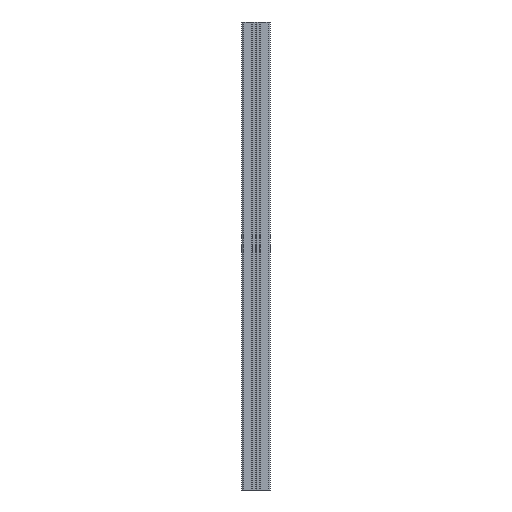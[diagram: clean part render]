
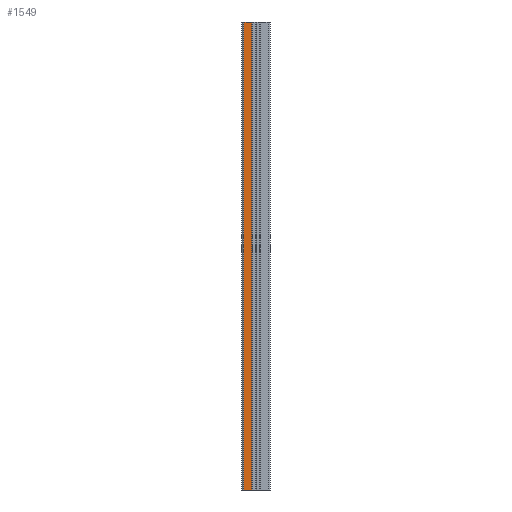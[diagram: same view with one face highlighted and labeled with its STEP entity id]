
A CAD part, left-side view. The second image highlights one B-rep face of the part: STEP entity #1549.
In plain terms, the highlighted planar face has unit normal (-1, 0, 0).
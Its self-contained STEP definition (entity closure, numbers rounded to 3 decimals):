
#349 = VERTEX_POINT ( 'NONE', #4351 ) ;
#350 = EDGE_CURVE ( 'NONE', #397, #349, #4345, .T. ) ;
#397 = VERTEX_POINT ( 'NONE', #4418 ) ;
#1105 = VERTEX_POINT ( 'NONE', #5401 ) ;
#1110 = EDGE_CURVE ( 'NONE', #1117, #1105, #5431, .T. ) ;
#1117 = VERTEX_POINT ( 'NONE', #5396 ) ;
#1548 = EDGE_CURVE ( 'NONE', #349, #1105, #6384, .T. ) ;
#1549 = ADVANCED_FACE ( 'NONE', ( #6393 ), #6392, .F. ) ;
#1551 = ORIENTED_EDGE ( 'NONE', *, *, #1110, .T. ) ;
#1553 = ORIENTED_EDGE ( 'NONE', *, *, #350, .F. ) ;
#1555 = ORIENTED_EDGE ( 'NONE', *, *, #3085, .T. ) ;
#1617 = LINE ( 'NONE', #1659, #1658 ) ;
#1657 = DIRECTION ( 'NONE',  ( 0., 0., -1. ) ) ;
#1658 = VECTOR ( 'NONE', #1657, 1000. ) ;
#1659 = CARTESIAN_POINT ( 'NONE',  ( -3691.049, -3165.878, 500. ) ) ;
#3049 = EDGE_LOOP ( 'NONE', ( #1551, #3051, #1553, #1555 ) ) ;
#3051 = ORIENTED_EDGE ( 'NONE', *, *, #1548, .F. ) ;
#3085 = EDGE_CURVE ( 'NONE', #397, #1117, #1617, .T. ) ;
#4342 = DIRECTION ( 'NONE',  ( 0., -1., 0. ) ) ;
#4343 = VECTOR ( 'NONE', #4342, 1000. ) ;
#4344 = CARTESIAN_POINT ( 'NONE',  ( -3691.049, -3165.878, 500. ) ) ;
#4345 = LINE ( 'NONE', #4344, #4343 ) ;
#4351 = CARTESIAN_POINT ( 'NONE',  ( -3691.049, -3174.178, 500. ) ) ;
#4418 = CARTESIAN_POINT ( 'NONE',  ( -3691.049, -3165.878, 500. ) ) ;
#5395 = VECTOR ( 'NONE', #5429, 1000. ) ;
#5396 = CARTESIAN_POINT ( 'NONE',  ( -3691.049, -3165.878, 0. ) ) ;
#5401 = CARTESIAN_POINT ( 'NONE',  ( -3691.049, -3174.178, 0. ) ) ;
#5429 = DIRECTION ( 'NONE',  ( 0., -1., 0. ) ) ;
#5430 = CARTESIAN_POINT ( 'NONE',  ( -3691.049, -3165.878, 0. ) ) ;
#5431 = LINE ( 'NONE', #5430, #5395 ) ;
#6261 = CARTESIAN_POINT ( 'NONE',  ( -3691.049, -3174.178, 500. ) ) ;
#6272 = VECTOR ( 'NONE', #6382, 1000. ) ;
#6345 = DIRECTION ( 'NONE',  ( 0., 1., 0. ) ) ;
#6346 = DIRECTION ( 'NONE',  ( 1., 0., 0. ) ) ;
#6382 = DIRECTION ( 'NONE',  ( 0., 0., -1. ) ) ;
#6383 = CARTESIAN_POINT ( 'NONE',  ( -3691.049, -3165.878, 500. ) ) ;
#6384 = LINE ( 'NONE', #6261, #6272 ) ;
#6389 = AXIS2_PLACEMENT_3D ( 'NONE', #6383, #6346, #6345 ) ;
#6392 = PLANE ( 'NONE',  #6389 ) ;
#6393 = FACE_OUTER_BOUND ( 'NONE', #3049, .T. ) ;
